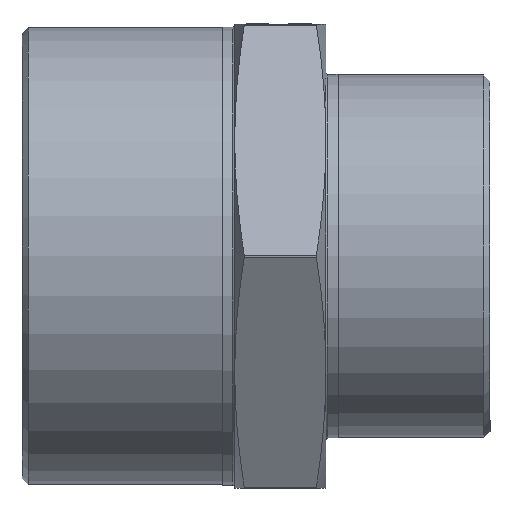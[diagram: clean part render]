
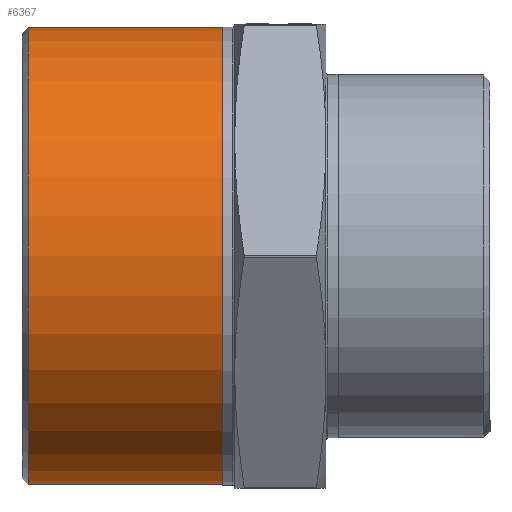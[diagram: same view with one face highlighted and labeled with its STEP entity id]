
A CAD part, front view. The second image highlights one B-rep face of the part: STEP entity #6367.
In plain terms, the highlighted cylindrical face has radius 37.592 mm (diameter 75.184 mm), a full revolution.
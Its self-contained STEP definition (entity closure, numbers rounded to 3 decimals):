
#878 = VERTEX_POINT ( 'NONE', #884 ) ;
#884 = CARTESIAN_POINT ( 'NONE',  ( -41.5, 0., 37.592 ) ) ;
#917 = VERTEX_POINT ( 'NONE', #919 ) ;
#919 = CARTESIAN_POINT ( 'NONE',  ( -9.5, 0., 37.592 ) ) ;
#1312 = CYLINDRICAL_SURFACE ( 'NONE', #3562, 37.592 ) ;
#1325 = FACE_OUTER_BOUND ( 'NONE', #7022, .T. ) ;
#1339 = FACE_OUTER_BOUND ( 'NONE', #7010, .T. ) ;
#1342 = DIRECTION ( 'NONE',  ( 0., 0., 1. ) ) ;
#1345 = DIRECTION ( 'NONE',  ( -1., 0., 0. ) ) ;
#1347 = CARTESIAN_POINT ( 'NONE',  ( 0., 0., 0. ) ) ;
#2047 = CIRCLE ( 'NONE', #2048, 37.592 ) ;
#2048 = AXIS2_PLACEMENT_3D ( 'NONE', #12742, #12723, #12718 ) ;
#2072 = AXIS2_PLACEMENT_3D ( 'NONE', #12974, #12935, #12928 ) ;
#2073 = CIRCLE ( 'NONE', #2072, 37.592 ) ;
#3562 = AXIS2_PLACEMENT_3D ( 'NONE', #1347, #1345, #1342 ) ;
#6367 = ADVANCED_FACE ( 'NONE', ( #1339, #1325 ), #1312, .T. ) ;
#6527 = EDGE_CURVE ( 'NONE', #878, #878, #2047, .T. ) ;
#6564 = EDGE_CURVE ( 'NONE', #917, #917, #2073, .T. ) ;
#7010 = EDGE_LOOP ( 'NONE', ( #7384 ) ) ;
#7022 = EDGE_LOOP ( 'NONE', ( #7355 ) ) ;
#7355 = ORIENTED_EDGE ( 'NONE', *, *, #6527, .F. ) ;
#7384 = ORIENTED_EDGE ( 'NONE', *, *, #6564, .T. ) ;
#12718 = DIRECTION ( 'NONE',  ( 0., 0., 1. ) ) ;
#12723 = DIRECTION ( 'NONE',  ( -1., 0., 0. ) ) ;
#12742 = CARTESIAN_POINT ( 'NONE',  ( -41.5, 0., 0. ) ) ;
#12928 = DIRECTION ( 'NONE',  ( 0., 0., 1. ) ) ;
#12935 = DIRECTION ( 'NONE',  ( -1., 0., 0. ) ) ;
#12974 = CARTESIAN_POINT ( 'NONE',  ( -9.5, 0., 0. ) ) ;
